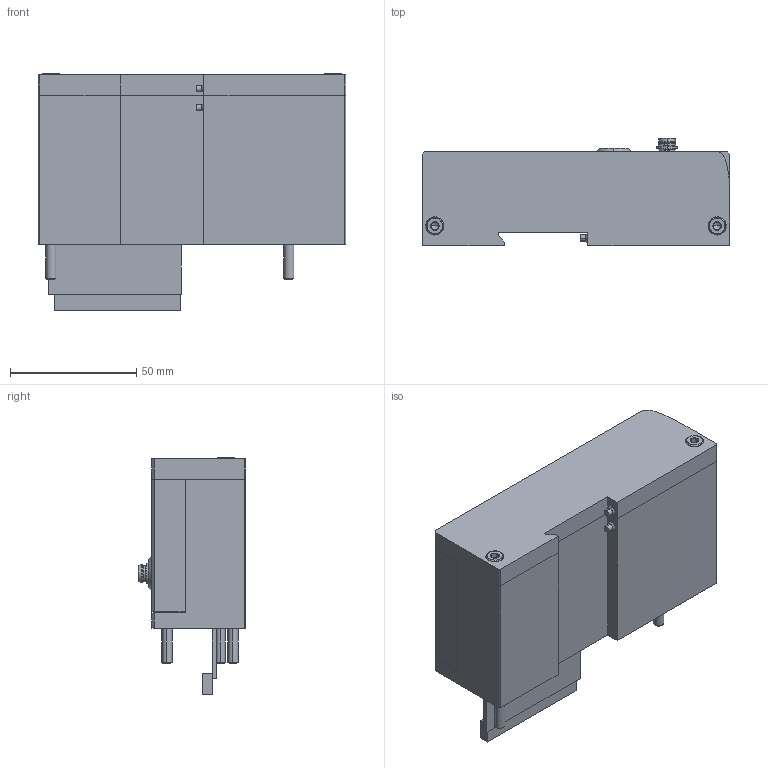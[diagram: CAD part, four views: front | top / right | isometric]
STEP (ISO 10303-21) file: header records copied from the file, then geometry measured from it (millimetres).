
FILE_DESCRIPTION (( 'STEP AP203' ), '1' );
FILE_NAME ('PAL-EAD.step', '2020-10-29T13:49:10', ( '' ), ( '' ), 'SwSTEP 2.0', 'SolidWorks 2019', '' );
FILE_SCHEMA (( 'CONFIG_CONTROL_DESIGN' ));
Length unit declared in the file: inch
Products named in the file (1): PAL-EAD
Bounding box: 121.6 x 42.6 x 93.6 mm (x, y, z)
Volume: 197853.6 mm3; surface area: 79800.9 mm2
Topology: 5 solids, 5 shells, 860 faces, 2036 edges, 1262 vertices
Faces by surface type: plane 541, cylinder 163, cone 136, sphere 16, torus 4
Entity records: 24692 total; most frequent: CARTESIAN_POINT 4631, DIRECTION 4199, ORIENTED_EDGE 4020, EDGE_CURVE 2010, AXIS2_PLACEMENT_3D 1414, VECTOR 1371, LINE 1371, VERTEX_POINT 1262
